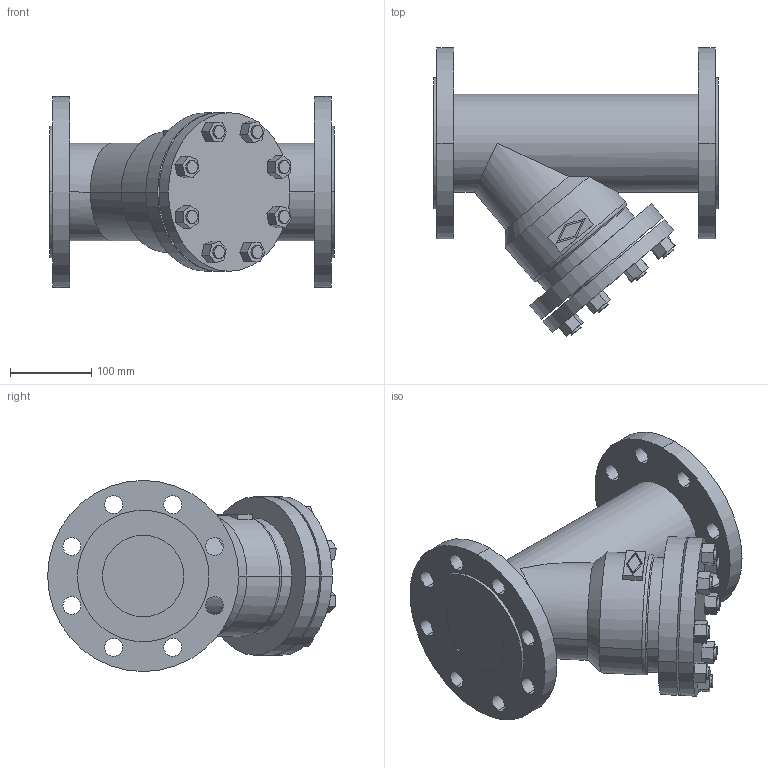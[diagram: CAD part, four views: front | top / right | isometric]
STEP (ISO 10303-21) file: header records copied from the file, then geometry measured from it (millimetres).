
FILE_DESCRIPTION(('OneSpaceDesigner STEP Export'),'2;1');
FILE_NAME('c000001937.stp','2005-09-26T11:56:38',(''),(''),'OneSpace Designer STEP processor (Jan. 2003) for AP203(Solid Model)','OneSpace Designer 12.01D 09-Jul-2004 (C) CoCreate Software GmbH','');
FILE_SCHEMA(('CONFIG_CONTROL_DESIGN'));
Length unit declared in the file: millimetre
Products named in the file (1): 1
Bounding box: 350 x 355.01 x 235 mm (x, y, z)
Volume: 8226691.8 mm3; surface area: 468274.9 mm2
Topology: 1 solids, 1 shells, 171 faces, 416 edges, 275 vertices
Faces by surface type: plane 91, cylinder 74, cone 4, torus 2
Entity records: 5081 total; most frequent: ORIENTED_EDGE 832, CARTESIAN_POINT 800, DIRECTION 680, SURFACE_CURVE 416, EDGE_CURVE 416, VERTEX_POINT 275, VECTOR 254, LINE 254
